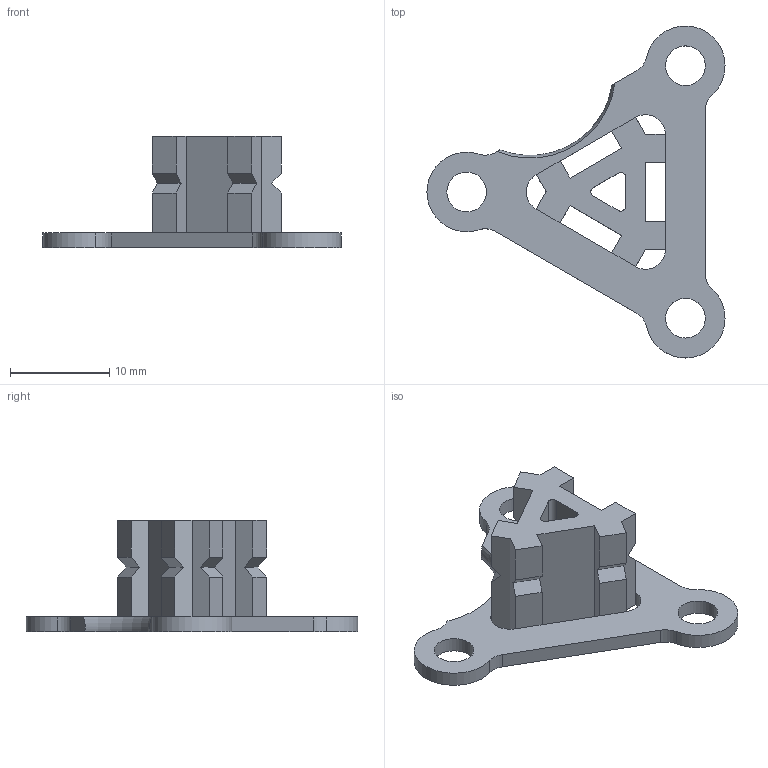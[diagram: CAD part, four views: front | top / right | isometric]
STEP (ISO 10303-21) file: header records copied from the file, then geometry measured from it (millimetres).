
FILE_DESCRIPTION(/* description */ (''),/* implementation_level */ '2;1');
FILE_NAME(/* name */ 'jig_dragon_eye_truss_port_v2.step',/* time_stamp */ '2023-01-15T12:00:46-08:00',/* author */ (''),/* organization */ (''),/* preprocessor_version */ 'ST-DEVELOPER v19.2',/* originating_system */ 'Autodesk Translation Framework v11.17.0.187',/* authorisation */ '');
FILE_SCHEMA (('AUTOMOTIVE_DESIGN { 1 0 10303 214 3 1 1 }'));
Length unit declared in the file: millimetre
Products named in the file (1): jig_dragon_eye_truss_port
Bounding box: 30 x 33.4 x 11.22 mm (x, y, z)
Volume: 1365.7 mm3; surface area: 1804 mm2
Topology: 1 solids, 1 shells, 71 faces, 210 edges, 136 vertices
Faces by surface type: plane 52, cylinder 18, torus 1
Full cylindrical faces by diameter (mm): 4 x3
Entity records: 2438 total; most frequent: CARTESIAN_POINT 434, ORIENTED_EDGE 420, DIRECTION 390, EDGE_CURVE 210, LINE 170, VECTOR 170, VERTEX_POINT 136, AXIS2_PLACEMENT_3D 110
